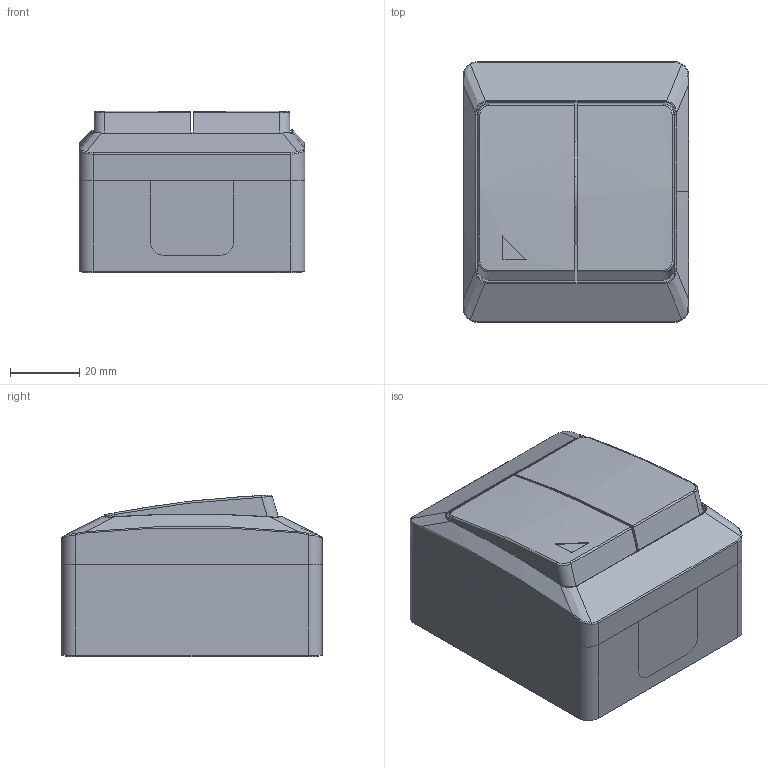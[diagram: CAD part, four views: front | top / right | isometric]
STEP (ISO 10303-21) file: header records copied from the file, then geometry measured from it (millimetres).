
FILE_DESCRIPTION (( 'STEP AP203' ), '1' );
FILE_NAME ('EVM21-K01-10-44-EC ÂÑ20-2-1-ÃÁ âûêë 2êë ñ èíä î_ó IP44 (öâåò êëàâèøè-áåëûé) ÃÅÐÌÅÑ.STEP', '2016-11-23T09:27:50', ( '' ), ( '' ), 'SwSTEP 2.0', 'SolidWorks 2014', '' );
FILE_SCHEMA (( 'CONFIG_CONTROL_DESIGN' ));
Length unit declared in the file: millimetre
Products named in the file (2): EVM21-K01-10-44-EC ÂÑ20-2-1-ÃÁ âûêë 2êë ñ èíä î_ó IP44 (öâåò êëàâèøè-áåëûé) ÃÅÐÌÅÑ
Bounding box: 65 x 75 x 46.57 mm (x, y, z)
Volume: 51241.5 mm3; surface area: 59543.1 mm2
Topology: 6 solids, 6 shells, 459 faces, 1241 edges, 796 vertices
Faces by surface type: plane 262, cylinder 121, bspline 48, cone 16, torus 8, sphere 4
Entity records: 15916 total; most frequent: CARTESIAN_POINT 4812, ORIENTED_EDGE 2466, DIRECTION 2063, EDGE_CURVE 1233, VERTEX_POINT 796, LINE 773, VECTOR 773, AXIS2_PLACEMENT_3D 645
